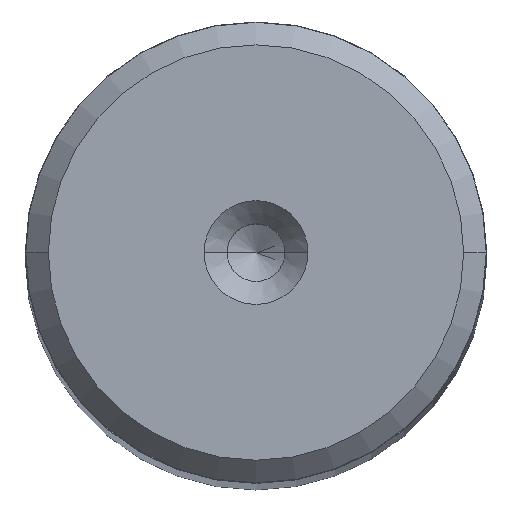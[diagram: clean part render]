
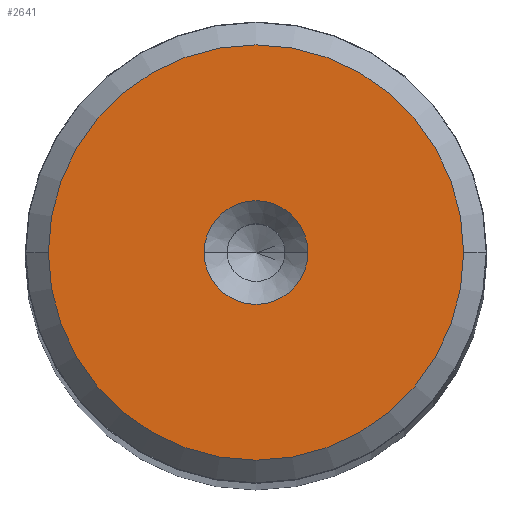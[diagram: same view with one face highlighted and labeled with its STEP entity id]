
A CAD part, top view. The second image highlights one B-rep face of the part: STEP entity #2641.
In plain terms, the highlighted planar face has unit normal (0, 0, 1).
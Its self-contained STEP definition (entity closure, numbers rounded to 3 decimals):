
#68 = CARTESIAN_POINT ( 'NONE',  ( 0., 0., 170. ) ) ;
#74 = AXIS2_PLACEMENT_3D ( 'NONE', #1534, #1737, #1712 ) ;
#147 = DIRECTION ( 'NONE',  ( 1., 0., 0. ) ) ;
#168 = EDGE_CURVE ( 'NONE', #1921, #1050, #1646, .T. ) ;
#374 = FACE_OUTER_BOUND ( 'NONE', #1981, .T. ) ;
#382 = ORIENTED_EDGE ( 'NONE', *, *, #168, .T. ) ;
#396 = EDGE_CURVE ( 'NONE', #1851, #2571, #839, .T. ) ;
#416 = DIRECTION ( 'NONE',  ( 1., 0., 0. ) ) ;
#442 = CARTESIAN_POINT ( 'NONE',  ( -9.009, 0., 170. ) ) ;
#459 = DIRECTION ( 'NONE',  ( 0., 0., 1. ) ) ;
#610 = CIRCLE ( 'NONE', #74, 2.25 ) ;
#750 = EDGE_CURVE ( 'NONE', #2571, #1851, #610, .T. ) ;
#787 = ORIENTED_EDGE ( 'NONE', *, *, #750, .F. ) ;
#826 = DIRECTION ( 'NONE',  ( 0., 0., 1. ) ) ;
#839 = CIRCLE ( 'NONE', #1629, 2.25 ) ;
#1041 = CARTESIAN_POINT ( 'NONE',  ( 0., 0., 170. ) ) ;
#1050 = VERTEX_POINT ( 'NONE', #1178 ) ;
#1079 = FACE_BOUND ( 'NONE', #2052, .T. ) ;
#1178 = CARTESIAN_POINT ( 'NONE',  ( 9.009, 0., 170. ) ) ;
#1382 = AXIS2_PLACEMENT_3D ( 'NONE', #1900, #1700, #1726 ) ;
#1531 = CARTESIAN_POINT ( 'NONE',  ( -2.25, 0., 170. ) ) ;
#1534 = CARTESIAN_POINT ( 'NONE',  ( 0., 0., 170. ) ) ;
#1629 = AXIS2_PLACEMENT_3D ( 'NONE', #68, #459, #1680 ) ;
#1646 = CIRCLE ( 'NONE', #1816, 9.009 ) ;
#1680 = DIRECTION ( 'NONE',  ( 1., 0., 0. ) ) ;
#1700 = DIRECTION ( 'NONE',  ( 0., 0., 1. ) ) ;
#1712 = DIRECTION ( 'NONE',  ( 1., 0., 0. ) ) ;
#1726 = DIRECTION ( 'NONE',  ( 1., 0., 0. ) ) ;
#1737 = DIRECTION ( 'NONE',  ( 0., 0., 1. ) ) ;
#1755 = DIRECTION ( 'NONE',  ( 0., 0., 1. ) ) ;
#1796 = AXIS2_PLACEMENT_3D ( 'NONE', #1041, #826, #416 ) ;
#1816 = AXIS2_PLACEMENT_3D ( 'NONE', #2397, #1755, #147 ) ;
#1851 = VERTEX_POINT ( 'NONE', #1531 ) ;
#1883 = ORIENTED_EDGE ( 'NONE', *, *, #2036, .T. ) ;
#1900 = CARTESIAN_POINT ( 'NONE',  ( 0., 0., 170. ) ) ;
#1921 = VERTEX_POINT ( 'NONE', #442 ) ;
#1981 = EDGE_LOOP ( 'NONE', ( #382, #1883 ) ) ;
#2036 = EDGE_CURVE ( 'NONE', #1050, #1921, #2156, .T. ) ;
#2052 = EDGE_LOOP ( 'NONE', ( #787, #2534 ) ) ;
#2156 = CIRCLE ( 'NONE', #1796, 9.009 ) ;
#2282 = CARTESIAN_POINT ( 'NONE',  ( 2.25, 0., 170. ) ) ;
#2317 = PLANE ( 'NONE',  #1382 ) ;
#2397 = CARTESIAN_POINT ( 'NONE',  ( 0., 0., 170. ) ) ;
#2534 = ORIENTED_EDGE ( 'NONE', *, *, #396, .F. ) ;
#2571 = VERTEX_POINT ( 'NONE', #2282 ) ;
#2641 = ADVANCED_FACE ( 'NONE', ( #1079, #374 ), #2317, .T. ) ;
